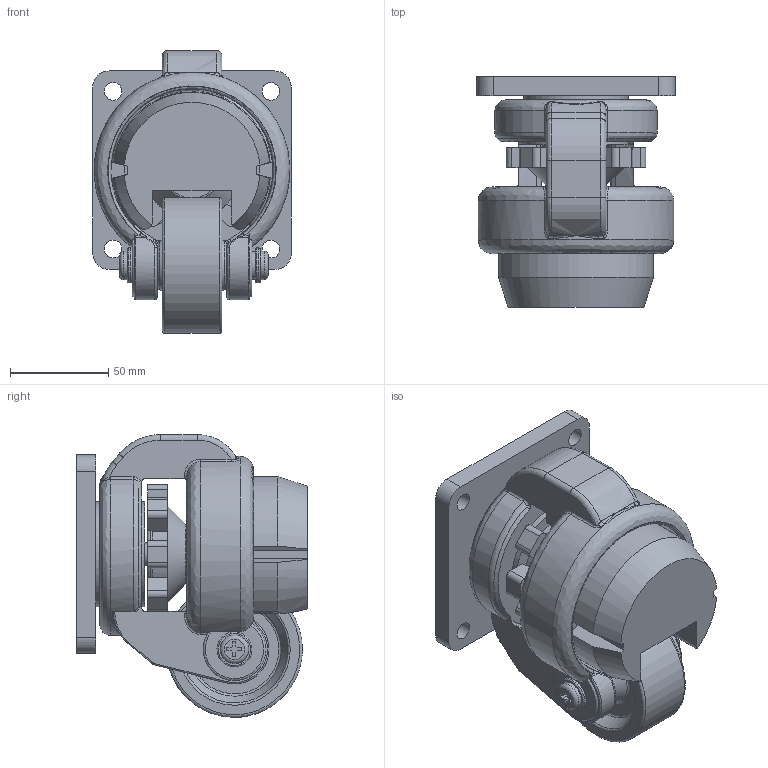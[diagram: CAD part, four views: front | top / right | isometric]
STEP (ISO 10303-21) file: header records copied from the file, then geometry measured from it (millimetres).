
FILE_DESCRIPTION(('FreeCAD Model'),'2;1');
FILE_NAME('Open CASCADE Shape Model','2025-04-29T19:15:44',('FreeCAD'),( 'FreeCAD'),'Open CASCADE STEP processor 7.6','FreeCAD','Unknown');
FILE_SCHEMA(('AUTOMOTIVE_DESIGN { 1 0 10303 214 1 1 1 1 }'));
Length unit declared in the file: millimetre
Products named in the file (1): Open CASCADE STEP translator 7.6 1
Bounding box: 101.24 x 117.6 x 144.23 mm (x, y, z)
Volume: 632645.8 mm3; surface area: 137264 mm2
Topology: 9 solids, 9 shells, 411 faces, 1053 edges, 676 vertices
Faces by surface type: bspline 411
Entity records: 18151 total; most frequent: CARTESIAN_POINT 12149, ORIENTED_EDGE 2092, EDGE_CURVE 1046, VERTEX_POINT 676, B_SPLINE_CURVE_WITH_KNOTS 662, FACE_BOUND 458, EDGE_LOOP 458, ADVANCED_FACE 411
